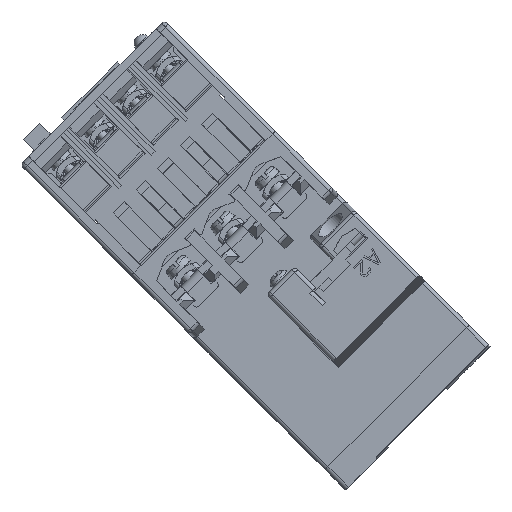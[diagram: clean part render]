
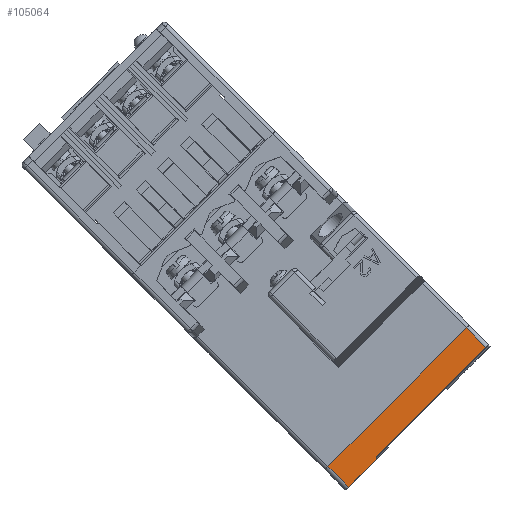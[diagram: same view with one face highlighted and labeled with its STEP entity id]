
A CAD part, top view. The second image highlights one B-rep face of the part: STEP entity #105064.
In plain terms, the highlighted planar face has unit normal (0, 0, 1).
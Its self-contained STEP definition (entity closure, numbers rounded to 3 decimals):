
#23360=DIRECTION('',(-0.707,-0.707,0.));
#23361=VECTOR('',#23360,50.);
#23362=CARTESIAN_POINT('',(52.352,19.029,64.));
#23363=LINE('',#23362,#23361);
#23506=DIRECTION('',(0.,1.,0.));
#23507=VECTOR('',#23506,0.707);
#23508=CARTESIAN_POINT('',(29.371,-14.559,64.));
#23509=LINE('',#23508,#23507);
#23510=DIRECTION('',(0.707,-0.707,0.));
#23511=VECTOR('',#23510,7.5);
#23512=CARTESIAN_POINT('',(16.997,-16.327,64.));
#23513=LINE('',#23512,#23511);
#23514=DIRECTION('',(0.707,-0.707,0.));
#23515=VECTOR('',#23514,7.);
#23516=CARTESIAN_POINT('',(52.352,19.029,64.));
#23517=LINE('',#23516,#23515);
#23518=DIRECTION('',(-0.707,-0.707,0.));
#23519=VECTOR('',#23518,39.5);
#23520=CARTESIAN_POINT('',(57.302,14.079,64.));
#23521=LINE('',#23520,#23519);
#23579=DIRECTION('',(0.707,0.707,0.));
#23580=VECTOR('',#23579,10.);
#23581=CARTESIAN_POINT('',(22.3,-21.63,64.));
#23582=LINE('',#23581,#23580);
#64579=CARTESIAN_POINT('',(57.302,14.079,64.));
#64581=VERTEX_POINT('',#64579);
#64582=CARTESIAN_POINT('',(52.352,19.029,64.));
#64583=VERTEX_POINT('',#64582);
#64586=CARTESIAN_POINT('',(22.3,-21.63,64.));
#64588=VERTEX_POINT('',#64586);
#64592=CARTESIAN_POINT('',(16.997,-16.327,64.));
#64593=VERTEX_POINT('',#64592);
#67582=CARTESIAN_POINT('',(29.371,-14.559,64.));
#67583=CARTESIAN_POINT('',(29.371,-13.852,64.));
#67584=VERTEX_POINT('',#67582);
#67585=VERTEX_POINT('',#67583);
#105049=CARTESIAN_POINT('',(-14.823,50.848,64.));
#105050=DIRECTION('',(0.,0.,1.));
#105051=DIRECTION('',(0.707,0.707,0.));
#105052=AXIS2_PLACEMENT_3D('',#105049,#105050,#105051);
#105053=PLANE('',#105052);
#105054=ORIENTED_EDGE('',*,*,#105032,.F.);
#105056=ORIENTED_EDGE('',*,*,#105055,.F.);
#105058=ORIENTED_EDGE('',*,*,#105057,.F.);
#105059=ORIENTED_EDGE('',*,*,#104886,.F.);
#105060=ORIENTED_EDGE('',*,*,#104915,.T.);
#105061=ORIENTED_EDGE('',*,*,#104936,.T.);
#105062=EDGE_LOOP('',(#105054,#105056,#105058,#105059,#105060,#105061));
#105063=FACE_OUTER_BOUND('',#105062,.F.);
#105064=ADVANCED_FACE('',(#105063),#105053,.T.);
#104886=EDGE_CURVE('',#64583,#64593,#23363,.T.);
#104915=EDGE_CURVE('',#64583,#64581,#23517,.T.);
#104936=EDGE_CURVE('',#64581,#67585,#23521,.T.);
#105032=EDGE_CURVE('',#67584,#67585,#23509,.T.);
#105055=EDGE_CURVE('',#64588,#67584,#23582,.T.);
#105057=EDGE_CURVE('',#64593,#64588,#23513,.T.);
